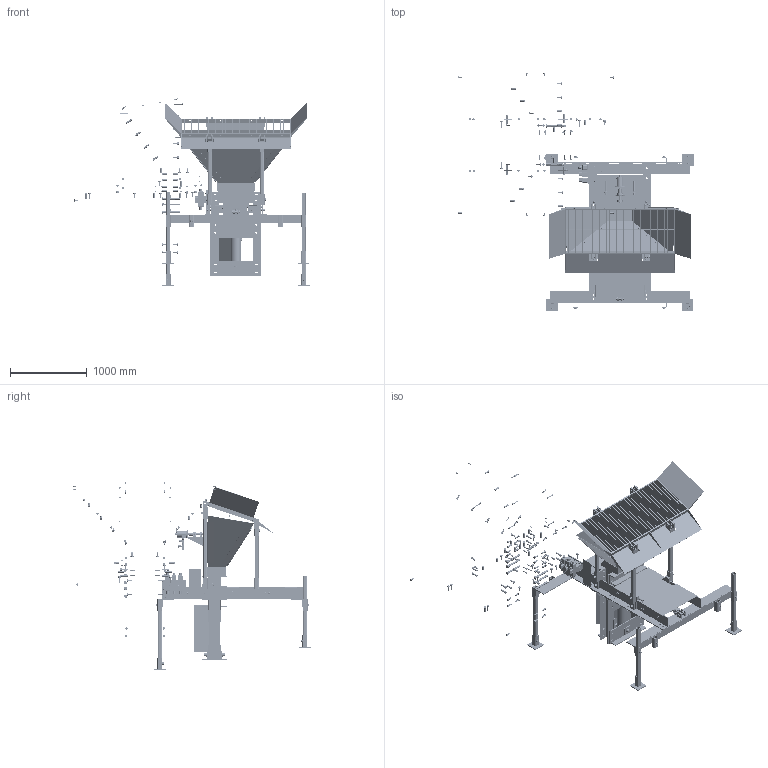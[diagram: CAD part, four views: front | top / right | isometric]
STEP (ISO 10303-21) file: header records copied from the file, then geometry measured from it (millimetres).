
FILE_DESCRIPTION(/* description */ ('Alibre Inc.'),/* implementation_level */ '2;1');
FILE_NAME(/* name */ 'export0',/* time_stamp */ '2014-04-11T00:31:33-05:00',/* author */ (''),/* organization */ (''),/* preprocessor_version */ 'ST-DEVELOPER v14',/* originating_system */ 'Alibre',/* authorisation */ '');
FILE_SCHEMA (('CONFIG_CONTROL_DESIGN'));
Length unit declared in the file: inch
Products named in the file (167): ID_1; ID_2; ID_3; ID_4; ID_5; ID_6; ID_7; ID_8; ID_9; ID_10; ID_11; ID_12; ID_13; ID_14; ID_15; ID_16; ID_17; ID_18; ID_19; ID_20; ID_21; 97245A521; ID_22; ID_23; ID_24; ID_25; ID_26; ID_27; ID_28; ID_29; ID_30; ID_31; ID_32; ID_33; ID_34; ID_35; ID_36; ID_37; ID_38; ID_39 ...
Bounding box: 3061.84 x 3094.09 x 2454.56 mm (x, y, z)
Volume: 129553175.9 mm3; surface area: 33864689.7 mm2
Topology: 503 solids, 503 shells, 11114 faces, 27246 edges, 17425 vertices
Faces by surface type: plane 6897, cylinder 2212, cone 1870, torus 75, bspline 52, sphere 8
Full cylindrical faces by diameter (mm): 6.35 x4, 8.001 x4, 10.356 x10, 12.7 x12, 13.244 x16, 13.494 x32, 13.619 x4, 14.287 x4, 15.875 x16, 16.256 x2, 19.05 x8, 19.304 x2, 20.32 x6, 20.625 x12, 20.637 x28, 20.638 x42, 20.65 x10, 22.225 x4, 22.454 x4, 25.4 x78, 25.527 x30, 26.67 x4, 27.94 x4, 31.75 x8, 34.925 x8, 53.975 x2
Entity records: 148699 total; most frequent: CARTESIAN_POINT 33926, ORIENTED_EDGE 19490, DIRECTION 16825, EDGE_CURVE 9744, VECTOR 6671, LINE 6671, VERTEX_POINT 6445, AXIS2_PLACEMENT_3D 6278
